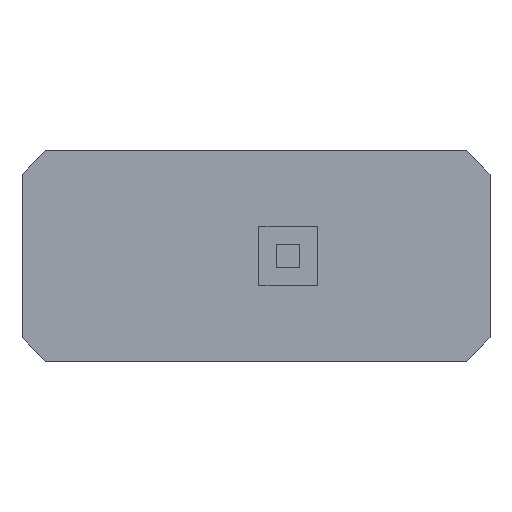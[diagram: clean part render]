
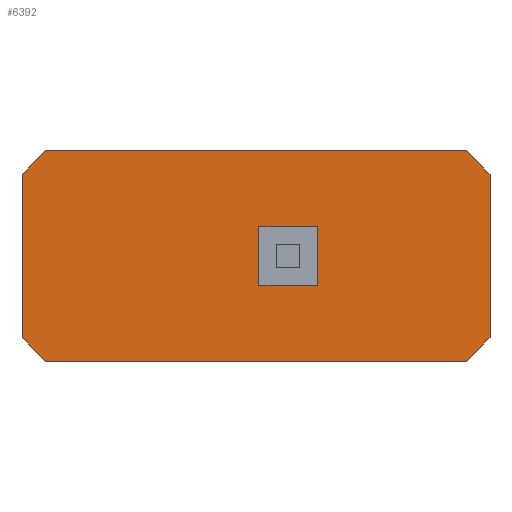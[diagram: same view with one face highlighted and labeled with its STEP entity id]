
A CAD part, front view. The second image highlights one B-rep face of the part: STEP entity #6392.
In plain terms, the highlighted planar face has unit normal (0, -1, 0).
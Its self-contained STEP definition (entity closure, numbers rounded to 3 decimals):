
#369=FACE_BOUND('',#768,.T.);
#408=FACE_OUTER_BOUND('',#767,.T.);
#767=EDGE_LOOP('',(#4240,#4241,#4242,#4243,#4244,#4245,#4246,#4247));
#768=EDGE_LOOP('',(#4248,#4249,#4250,#4251));
#1155=LINE('',#8259,#1888);
#1159=LINE('',#8267,#1892);
#1162=LINE('',#8273,#1895);
#1165=LINE('',#8278,#1898);
#1167=LINE('',#8284,#1900);
#1168=LINE('',#8286,#1901);
#1169=LINE('',#8288,#1902);
#1170=LINE('',#8290,#1903);
#1171=LINE('',#8292,#1904);
#1172=LINE('',#8294,#1905);
#1173=LINE('',#8296,#1906);
#1174=LINE('',#8297,#1907);
#1888=VECTOR('',#7027,10.);
#1892=VECTOR('',#7033,10.);
#1895=VECTOR('',#7038,10.);
#1898=VECTOR('',#7043,10.);
#1900=VECTOR('',#7049,10.);
#1901=VECTOR('',#7050,10.);
#1902=VECTOR('',#7051,10.);
#1903=VECTOR('',#7052,10.);
#1904=VECTOR('',#7053,10.);
#1905=VECTOR('',#7054,10.);
#1906=VECTOR('',#7055,10.);
#1907=VECTOR('',#7056,10.);
#2621=VERTEX_POINT('',#8257);
#2622=VERTEX_POINT('',#8258);
#2625=VERTEX_POINT('',#8266);
#2627=VERTEX_POINT('',#8272);
#2629=VERTEX_POINT('',#8282);
#2630=VERTEX_POINT('',#8283);
#2631=VERTEX_POINT('',#8285);
#2632=VERTEX_POINT('',#8287);
#2633=VERTEX_POINT('',#8289);
#2634=VERTEX_POINT('',#8291);
#2635=VERTEX_POINT('',#8293);
#2636=VERTEX_POINT('',#8295);
#3259=EDGE_CURVE('',#2621,#2622,#1155,.T.);
#3263=EDGE_CURVE('',#2625,#2621,#1159,.T.);
#3266=EDGE_CURVE('',#2627,#2625,#1162,.T.);
#3269=EDGE_CURVE('',#2622,#2627,#1165,.T.);
#3271=EDGE_CURVE('',#2629,#2630,#1167,.T.);
#3272=EDGE_CURVE('',#2630,#2631,#1168,.T.);
#3273=EDGE_CURVE('',#2631,#2632,#1169,.T.);
#3274=EDGE_CURVE('',#2632,#2633,#1170,.T.);
#3275=EDGE_CURVE('',#2633,#2634,#1171,.T.);
#3276=EDGE_CURVE('',#2634,#2635,#1172,.T.);
#3277=EDGE_CURVE('',#2635,#2636,#1173,.T.);
#3278=EDGE_CURVE('',#2636,#2629,#1174,.T.);
#4240=ORIENTED_EDGE('',*,*,#3271,.T.);
#4241=ORIENTED_EDGE('',*,*,#3272,.T.);
#4242=ORIENTED_EDGE('',*,*,#3273,.T.);
#4243=ORIENTED_EDGE('',*,*,#3274,.T.);
#4244=ORIENTED_EDGE('',*,*,#3275,.T.);
#4245=ORIENTED_EDGE('',*,*,#3276,.T.);
#4246=ORIENTED_EDGE('',*,*,#3277,.T.);
#4247=ORIENTED_EDGE('',*,*,#3278,.T.);
#4248=ORIENTED_EDGE('',*,*,#3259,.T.);
#4249=ORIENTED_EDGE('',*,*,#3269,.T.);
#4250=ORIENTED_EDGE('',*,*,#3266,.T.);
#4251=ORIENTED_EDGE('',*,*,#3263,.T.);
#6147=PLANE('',#6778);
#6392=ADVANCED_FACE('',(#408,#369),#6147,.T.);
#6778=AXIS2_PLACEMENT_3D('',#8281,#7047,#7048);
#7027=DIRECTION('',(0.,0.,1.));
#7033=DIRECTION('',(-1.,0.,0.));
#7038=DIRECTION('',(0.,0.,-1.));
#7043=DIRECTION('',(1.,0.,0.));
#7047=DIRECTION('center_axis',(0.,-1.,0.));
#7048=DIRECTION('ref_axis',(0.,0.,-1.));
#7049=DIRECTION('',(-0.707,0.,0.707));
#7050=DIRECTION('',(-1.,0.,0.));
#7051=DIRECTION('',(-0.707,0.,-0.707));
#7052=DIRECTION('',(0.,0.,-1.));
#7053=DIRECTION('',(0.707,0.,-0.707));
#7054=DIRECTION('',(1.,0.,0.));
#7055=DIRECTION('',(0.707,0.,0.707));
#7056=DIRECTION('',(0.,0.,1.));
#8257=CARTESIAN_POINT('',(31.567,27.5,55.108));
#8258=CARTESIAN_POINT('',(31.567,27.5,60.108));
#8259=CARTESIAN_POINT('',(31.567,27.5,56.358));
#8266=CARTESIAN_POINT('',(36.567,27.5,55.108));
#8267=CARTESIAN_POINT('',(33.942,27.5,55.108));
#8272=CARTESIAN_POINT('',(36.567,27.5,60.108));
#8273=CARTESIAN_POINT('',(36.567,27.5,58.858));
#8278=CARTESIAN_POINT('',(31.442,27.5,60.108));
#8281=CARTESIAN_POINT('Origin',(31.317,27.5,57.608));
#8282=CARTESIAN_POINT('',(51.317,27.5,64.608));
#8283=CARTESIAN_POINT('',(49.317,27.5,66.608));
#8284=CARTESIAN_POINT('',(49.317,27.5,66.608));
#8285=CARTESIAN_POINT('',(13.317,27.5,66.608));
#8286=CARTESIAN_POINT('',(49.317,27.5,66.608));
#8287=CARTESIAN_POINT('',(11.317,27.5,64.608));
#8288=CARTESIAN_POINT('',(13.317,27.5,66.608));
#8289=CARTESIAN_POINT('',(11.317,27.5,50.608));
#8290=CARTESIAN_POINT('',(11.317,27.5,64.608));
#8291=CARTESIAN_POINT('',(13.317,27.5,48.608));
#8292=CARTESIAN_POINT('',(11.317,27.5,50.608));
#8293=CARTESIAN_POINT('',(49.317,27.5,48.608));
#8294=CARTESIAN_POINT('',(13.317,27.5,48.608));
#8295=CARTESIAN_POINT('',(51.317,27.5,50.608));
#8296=CARTESIAN_POINT('',(49.317,27.5,48.608));
#8297=CARTESIAN_POINT('',(51.317,27.5,50.608));
